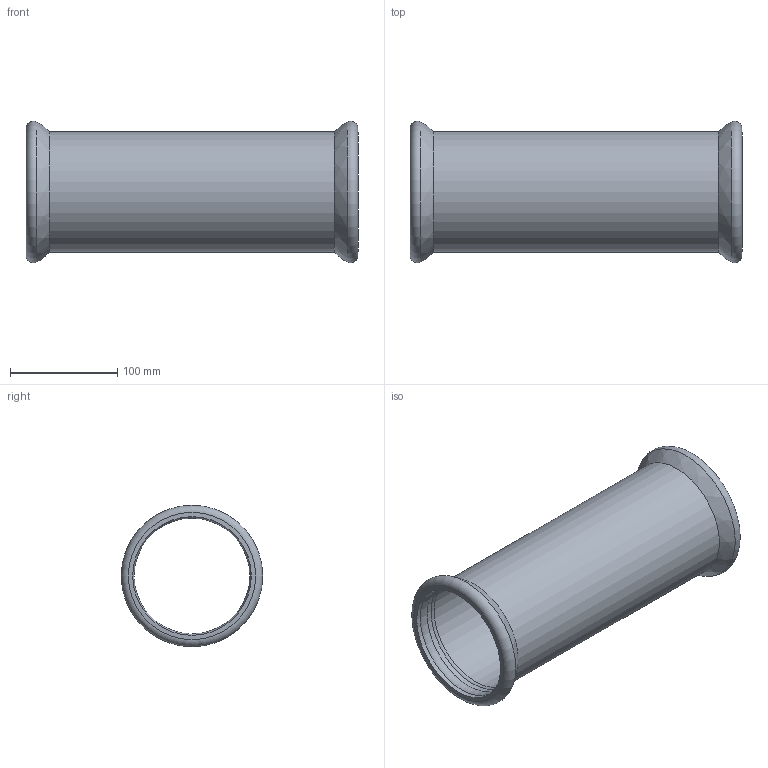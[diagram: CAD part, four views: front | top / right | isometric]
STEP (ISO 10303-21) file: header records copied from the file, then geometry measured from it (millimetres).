
FILE_DESCRIPTION(/* description */ ('MANICOTTO PASSANTE DN 108'),/* implementation_level */ '2;1');
FILE_NAME(/* name */ '383108001_Steelpres.stp',/* time_stamp */ '2022-10-21T15:55:42+02:00',/* author */ ('Vault'),/* organization */ ('Raccorderie metalliche s.p.a. '),/* preprocessor_version */ 'ST-DEVELOPER v18.1',/* originating_system */ 'Autodesk Inventor 2020',/* authorisation */ 'Raccorderie metalliche s.p.a. ');
FILE_SCHEMA (('AUTOMOTIVE_DESIGN { 1 0 10303 214 3 1 1 }'));
Length unit declared in the file: millimetre
Products named in the file (1): 383108001_Steelpres
Bounding box: 310 x 132.09 x 132.09 mm (x, y, z)
Volume: 318345.4 mm3; surface area: 226390.5 mm2
Topology: 1 solids, 1 shells, 16 faces, 54 edges, 38 vertices
Faces by surface type: torus 6, cylinder 6, bspline 2, cone 2
Full cylindrical faces by diameter (mm): 108.8 x1, 110.7 x4, 112.8 x1
Entity records: 721 total; most frequent: CARTESIAN_POINT 161, DIRECTION 130, ORIENTED_EDGE 108, AXIS2_PLACEMENT_3D 61, EDGE_CURVE 54, CIRCLE 46, VERTEX_POINT 38, FACE_OUTER_BOUND 16
